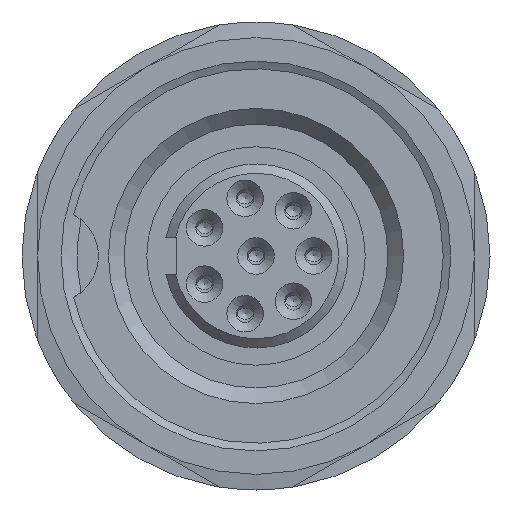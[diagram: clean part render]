
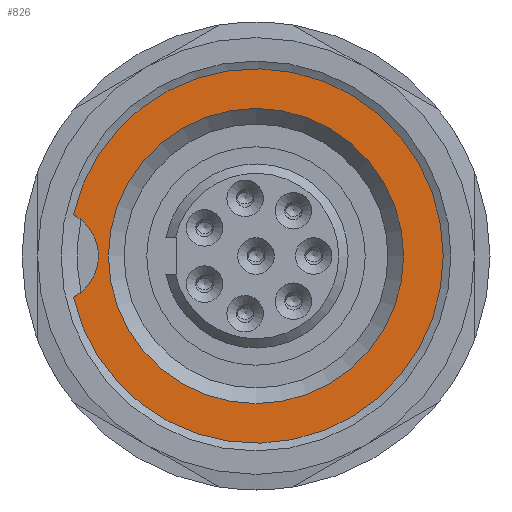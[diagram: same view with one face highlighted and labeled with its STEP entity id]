
A CAD part, left-side view. The second image highlights one B-rep face of the part: STEP entity #826.
In plain terms, the highlighted planar face has unit normal (-1, 0, 0).
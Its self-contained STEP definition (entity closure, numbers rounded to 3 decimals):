
#608=PLANE('',#4842);
#826=ADVANCED_FACE('',(#1097,#1098),#608,.T.);
#1097=FACE_BOUND('',#1443,.T.);
#1098=FACE_BOUND('',#1444,.T.);
#1443=EDGE_LOOP('',(#2976,#2977));
#1444=EDGE_LOOP('',(#2978));
#2976=ORIENTED_EDGE('',*,*,#4146,.F.);
#2977=ORIENTED_EDGE('',*,*,#4147,.F.);
#2978=ORIENTED_EDGE('',*,*,#4144,.T.);
#3593=VERTEX_POINT('',#8189);
#3594=VERTEX_POINT('',#8194);
#3595=VERTEX_POINT('',#8195);
#4144=EDGE_CURVE('',#3593,#3593,#4421,.T.);
#4146=EDGE_CURVE('',#3594,#3595,#4423,.T.);
#4147=EDGE_CURVE('',#3595,#3594,#4424,.T.);
#4421=CIRCLE('',#4836,4.73);
#4423=CIRCLE('',#4840,1.5);
#4424=CIRCLE('',#4841,6.);
#4836=AXIS2_PLACEMENT_3D('',#8188,#5905,#5906);
#4840=AXIS2_PLACEMENT_3D('',#8193,#5913,#5914);
#4841=AXIS2_PLACEMENT_3D('',#8196,#5915,#5916);
#4842=AXIS2_PLACEMENT_3D('',#8197,#5917,#5918);
#5905=DIRECTION('',(1.,0.,0.));
#5906=DIRECTION('',(0.,0.,1.));
#5913=DIRECTION('',(-1.,0.,0.));
#5914=DIRECTION('',(0.,0.,1.));
#5915=DIRECTION('',(1.,0.,0.));
#5916=DIRECTION('',(0.,0.,-1.));
#5917=DIRECTION('',(-1.,0.,0.));
#5918=DIRECTION('',(0.,0.,1.));
#8188=CARTESIAN_POINT('',(0.,0.,0.));
#8189=CARTESIAN_POINT('',(0.,0.,4.73));
#8193=CARTESIAN_POINT('',(0.,6.55,0.));
#8194=CARTESIAN_POINT('',(0.,5.851,-1.327));
#8195=CARTESIAN_POINT('',(0.,5.851,1.327));
#8196=CARTESIAN_POINT('',(0.,0.,0.));
#8197=CARTESIAN_POINT('',(0.,0.,0.));
